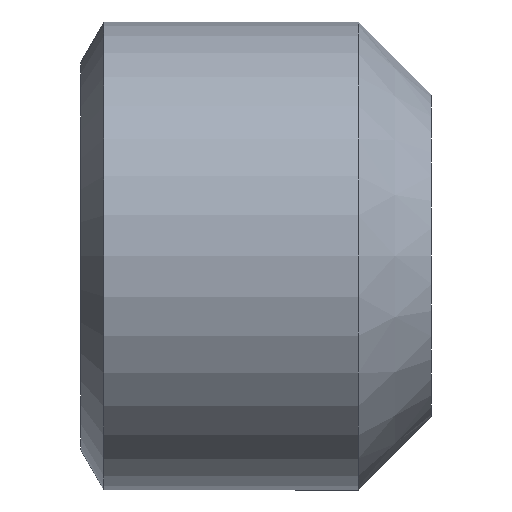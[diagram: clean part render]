
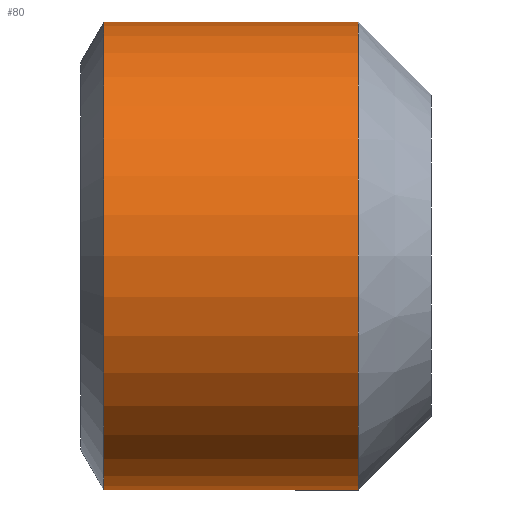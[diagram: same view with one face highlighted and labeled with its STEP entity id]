
A CAD part, front view. The second image highlights one B-rep face of the part: STEP entity #80.
In plain terms, the highlighted cylindrical face has radius 4 mm (diameter 8 mm), a partial arc.
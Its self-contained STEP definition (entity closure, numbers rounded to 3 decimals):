
#14 = CYLINDRICAL_SURFACE ( 'NONE', #315, 4. ) ;
#21 = ORIENTED_EDGE ( 'NONE', *, *, #419, .T. ) ;
#63 = CARTESIAN_POINT ( 'NONE',  ( 4.75, 0., 4. ) ) ;
#79 = ORIENTED_EDGE ( 'NONE', *, *, #424, .F. ) ;
#80 = ADVANCED_FACE ( 'NONE', ( #113 ), #14, .T. ) ;
#88 = EDGE_CURVE ( 'NONE', #186, #179, #161, .T. ) ;
#91 = DIRECTION ( 'NONE',  ( -1., 0., 0. ) ) ;
#101 = EDGE_CURVE ( 'NONE', #186, #219, #164, .T. ) ;
#113 = FACE_OUTER_BOUND ( 'NONE', #144, .T. ) ;
#126 = VECTOR ( 'NONE', #361, 1000. ) ;
#128 = DIRECTION ( 'NONE',  ( -1., 0., 0. ) ) ;
#135 = CARTESIAN_POINT ( 'NONE',  ( 4.75, 0., -4. ) ) ;
#144 = EDGE_LOOP ( 'NONE', ( #302, #230, #21, #79 ) ) ;
#161 = LINE ( 'NONE', #236, #275 ) ;
#164 = CIRCLE ( 'NONE', #298, 4. ) ;
#168 = CARTESIAN_POINT ( 'NONE',  ( 0.399, 0., 4. ) ) ;
#179 = VERTEX_POINT ( 'NONE', #472 ) ;
#181 = AXIS2_PLACEMENT_3D ( 'NONE', #211, #406, #287 ) ;
#186 = VERTEX_POINT ( 'NONE', #135 ) ;
#198 = DIRECTION ( 'NONE',  ( 0., 0., 1. ) ) ;
#201 = CARTESIAN_POINT ( 'NONE',  ( -12.7, 0., 0. ) ) ;
#211 = CARTESIAN_POINT ( 'NONE',  ( 0.399, 0., 0. ) ) ;
#219 = VERTEX_POINT ( 'NONE', #63 ) ;
#230 = ORIENTED_EDGE ( 'NONE', *, *, #101, .T. ) ;
#236 = CARTESIAN_POINT ( 'NONE',  ( -12.7, 0., -4. ) ) ;
#265 = VERTEX_POINT ( 'NONE', #168 ) ;
#275 = VECTOR ( 'NONE', #91, 1000. ) ;
#287 = DIRECTION ( 'NONE',  ( 0., 0., 1. ) ) ;
#298 = AXIS2_PLACEMENT_3D ( 'NONE', #388, #128, #198 ) ;
#302 = ORIENTED_EDGE ( 'NONE', *, *, #88, .F. ) ;
#314 = DIRECTION ( 'NONE',  ( 0., 0., 1. ) ) ;
#315 = AXIS2_PLACEMENT_3D ( 'NONE', #201, #425, #314 ) ;
#339 = LINE ( 'NONE', #476, #126 ) ;
#360 = CIRCLE ( 'NONE', #181, 4. ) ;
#361 = DIRECTION ( 'NONE',  ( -1., 0., 0. ) ) ;
#388 = CARTESIAN_POINT ( 'NONE',  ( 4.75, 0., 0. ) ) ;
#406 = DIRECTION ( 'NONE',  ( -1., 0., 0. ) ) ;
#419 = EDGE_CURVE ( 'NONE', #219, #265, #339, .T. ) ;
#424 = EDGE_CURVE ( 'NONE', #179, #265, #360, .T. ) ;
#425 = DIRECTION ( 'NONE',  ( -1., 0., 0. ) ) ;
#472 = CARTESIAN_POINT ( 'NONE',  ( 0.399, 0., -4. ) ) ;
#476 = CARTESIAN_POINT ( 'NONE',  ( -12.7, 0., 4. ) ) ;
